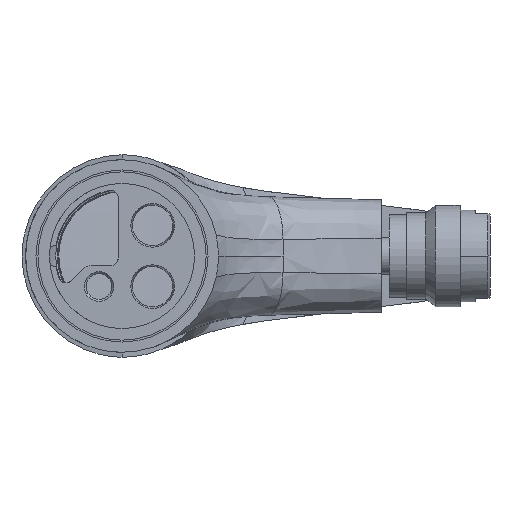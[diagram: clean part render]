
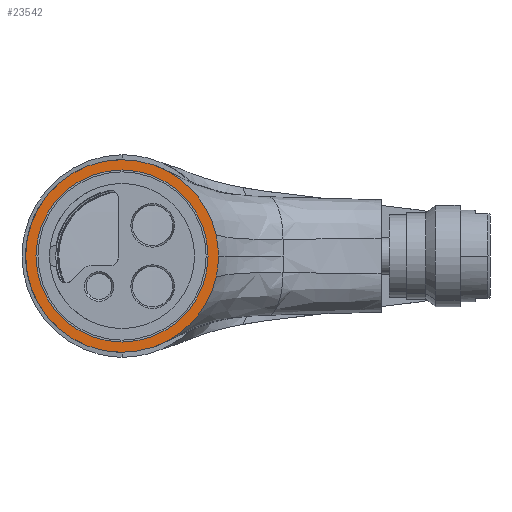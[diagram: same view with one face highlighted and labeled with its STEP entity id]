
A CAD part, front view. The second image highlights one B-rep face of the part: STEP entity #23542.
In plain terms, the highlighted planar face has unit normal (0, -1, 0).
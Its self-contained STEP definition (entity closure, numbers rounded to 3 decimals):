
#15 = CARTESIAN_POINT ( 'NONE',  ( 24.956, 0., -3.717 ) ) ;
#294 = CARTESIAN_POINT ( 'NONE',  ( 12.096, 0., 22.107 ) ) ;
#731 = VERTEX_POINT ( 'NONE', #33542 ) ;
#1393 = CARTESIAN_POINT ( 'NONE',  ( 0., 0., 0. ) ) ;
#1623 = FACE_BOUND ( 'NONE', #28651, .T. ) ;
#1882 = CARTESIAN_POINT ( 'NONE',  ( 23.581, 0., 8.98 ) ) ;
#1950 = ORIENTED_EDGE ( 'NONE', *, *, #14940, .T. ) ;
#2075 = CIRCLE ( 'NONE', #7016, 25.2 ) ;
#2517 = CARTESIAN_POINT ( 'NONE',  ( 24.803, 0., -4.635 ) ) ;
#2648 = CARTESIAN_POINT ( 'NONE',  ( 24.957, 0., 3.715 ) ) ;
#2649 = CARTESIAN_POINT ( 'NONE',  ( 25.214, 0., 0. ) ) ;
#2848 = ORIENTED_EDGE ( 'NONE', *, *, #36766, .F. ) ;
#2946 = AXIS2_PLACEMENT_3D ( 'NONE', #1393, #23491, #14412 ) ;
#2984 = PLANE ( 'NONE',  #27258 ) ;
#3051 = CARTESIAN_POINT ( 'NONE',  ( 25.214, 0., 0. ) ) ;
#3445 = DIRECTION ( 'NONE',  ( 0., 0., -1. ) ) ;
#4482 = CARTESIAN_POINT ( 'NONE',  ( 14.748, 0., -20.44 ) ) ;
#4764 = CARTESIAN_POINT ( 'NONE',  ( 24.205, 0., -7.299 ) ) ;
#5085 = CARTESIAN_POINT ( 'NONE',  ( 18.706, 0., 16.902 ) ) ;
#5318 = CARTESIAN_POINT ( 'NONE',  ( 0., 0., -22.5 ) ) ;
#7016 = AXIS2_PLACEMENT_3D ( 'NONE', #21216, #33880, #27039 ) ;
#7281 = CARTESIAN_POINT ( 'NONE',  ( 20.406, 0., -14.813 ) ) ;
#7413 = CARTESIAN_POINT ( 'NONE',  ( 23.631, 0., -8.978 ) ) ;
#7820 = CARTESIAN_POINT ( 'NONE',  ( 21.407, 0., -13.33 ) ) ;
#8292 = CARTESIAN_POINT ( 'NONE',  ( 24.598, 0., 5.546 ) ) ;
#8697 = CARTESIAN_POINT ( 'NONE',  ( 24.158, 0., 7.284 ) ) ;
#9652 = AXIS2_PLACEMENT_3D ( 'NONE', #21024, #17999, #11400 ) ;
#10101 = DIRECTION ( 'NONE',  ( 0., -1., 0. ) ) ;
#10174 = EDGE_CURVE ( 'NONE', #33120, #731, #19351, .T. ) ;
#10208 = B_SPLINE_CURVE_WITH_KNOTS ( 'NONE', 3,
 ( #32684, #4764, #7413, #36309, #26707, #7820, #36169, #23244, #7281, #10847, #29905, #13771, #17201, #10994, #4482, #16949, #26437, #32827 ),
 .UNSPECIFIED., .F., .F.,
 ( 4, 2, 2, 2, 2, 2, 2, 2, 4 ),
 ( 0., 0.005, 0.008, 0.009, 0.011, 0.016, 0.017, 0.019, 0.021 ),
 .UNSPECIFIED. ) ;
#10847 = CARTESIAN_POINT ( 'NONE',  ( 19.066, 0., -16.585 ) ) ;
#10891 = ORIENTED_EDGE ( 'NONE', *, *, #37016, .F. ) ;
#10994 = CARTESIAN_POINT ( 'NONE',  ( 15.109, 0., -20.175 ) ) ;
#11001 = EDGE_CURVE ( 'NONE', #13749, #33120, #33208, .T. ) ;
#11400 = DIRECTION ( 'NONE',  ( 0., 0., 1. ) ) ;
#11595 = CARTESIAN_POINT ( 'NONE',  ( 19.582, 0., 15.882 ) ) ;
#12304 = CIRCLE ( 'NONE', #2946, 22.5 ) ;
#13410 = VERTEX_POINT ( 'NONE', #5318 ) ;
#13749 = VERTEX_POINT ( 'NONE', #294 ) ;
#13771 = CARTESIAN_POINT ( 'NONE',  ( 16.165, 0., -19.34 ) ) ;
#14412 = DIRECTION ( 'NONE',  ( 0., 0., -1. ) ) ;
#14496 = CARTESIAN_POINT ( 'NONE',  ( 12.096, 0., 22.107 ) ) ;
#14706 = VERTEX_POINT ( 'NONE', #36842 ) ;
#14768 = CARTESIAN_POINT ( 'NONE',  ( 22.115, 0., 12.245 ) ) ;
#14940 = EDGE_CURVE ( 'NONE', #17421, #37688, #2075, .T. ) ;
#15041 = CARTESIAN_POINT ( 'NONE',  ( 17.787, 0., 17.881 ) ) ;
#15394 = CARTESIAN_POINT ( 'NONE',  ( 0., 0., 22.5 ) ) ;
#16160 = CIRCLE ( 'NONE', #9652, 25.2 ) ;
#16321 = CARTESIAN_POINT ( 'NONE',  ( 0., 0., 0. ) ) ;
#16949 = CARTESIAN_POINT ( 'NONE',  ( 13.645, 0., -21.205 ) ) ;
#17201 = CARTESIAN_POINT ( 'NONE',  ( 15.817, 0., -19.625 ) ) ;
#17421 = VERTEX_POINT ( 'NONE', #29199 ) ;
#17660 = CARTESIAN_POINT ( 'NONE',  ( 15.129, 0., 20.231 ) ) ;
#17782 = CARTESIAN_POINT ( 'NONE',  ( 12.095, -0.001, -22.108 ) ) ;
#17999 = DIRECTION ( 'NONE',  ( 0., -1., 0. ) ) ;
#18057 = CARTESIAN_POINT ( 'NONE',  ( 24.402, 0., 6.422 ) ) ;
#18549 = CARTESIAN_POINT ( 'NONE',  ( 25.214, 0., -0.933 ) ) ;
#19351 = B_SPLINE_CURVE_WITH_KNOTS ( 'NONE', 3,
 ( #34232, #21566, #2648, #37963, #25151, #3051 ),
 .UNSPECIFIED., .F., .F.,
 ( 4, 2, 4 ),
 ( 0., 0.003, 0.006 ),
 .UNSPECIFIED. ) ;
#20106 = EDGE_LOOP ( 'NONE', ( #31250, #25895, #29557, #22984, #30651, #1950 ) ) ;
#20800 = CARTESIAN_POINT ( 'NONE',  ( 23.245, 0., 9.817 ) ) ;
#21024 = CARTESIAN_POINT ( 'NONE',  ( 0., 0., 0. ) ) ;
#21202 = CARTESIAN_POINT ( 'NONE',  ( 19.86, 0., 15.534 ) ) ;
#21216 = CARTESIAN_POINT ( 'NONE',  ( 0., 0., 0. ) ) ;
#21566 = CARTESIAN_POINT ( 'NONE',  ( 24.803, 0., 4.635 ) ) ;
#21632 = DIRECTION ( 'NONE',  ( 0., 0., 1. ) ) ;
#21944 = VERTEX_POINT ( 'NONE', #15394 ) ;
#22984 = ORIENTED_EDGE ( 'NONE', *, *, #11001, .F. ) ;
#23244 = CARTESIAN_POINT ( 'NONE',  ( 20.665, 0., -14.45 ) ) ;
#23491 = DIRECTION ( 'NONE',  ( 0., -1., 0. ) ) ;
#23542 = ADVANCED_FACE ( 'NONE', ( #1623, #32303 ), #2984, .F. ) ;
#23556 = AXIS2_PLACEMENT_3D ( 'NONE', #16321, #10101, #3445 ) ;
#24752 = CARTESIAN_POINT ( 'NONE',  ( 24.598, 0., -5.546 ) ) ;
#25151 = CARTESIAN_POINT ( 'NONE',  ( 25.214, 0., 0.933 ) ) ;
#25895 = ORIENTED_EDGE ( 'NONE', *, *, #40592, .F. ) ;
#26437 = CARTESIAN_POINT ( 'NONE',  ( 12.883, 0., -21.676 ) ) ;
#26707 = CARTESIAN_POINT ( 'NONE',  ( 22.098, 0., -12.178 ) ) ;
#27039 = DIRECTION ( 'NONE',  ( 0., 0., 1. ) ) ;
#27258 = AXIS2_PLACEMENT_3D ( 'NONE', #37478, #40669, #21632 ) ;
#28651 = EDGE_LOOP ( 'NONE', ( #2848, #10891 ) ) ;
#29199 = CARTESIAN_POINT ( 'NONE',  ( -25.2, 0., 0. ) ) ;
#29557 = ORIENTED_EDGE ( 'NONE', *, *, #10174, .F. ) ;
#29905 = CARTESIAN_POINT ( 'NONE',  ( 17.855, 0., -17.879 ) ) ;
#30102 = EDGE_CURVE ( 'NONE', #14706, #37688, #10208, .T. ) ;
#30510 = CARTESIAN_POINT ( 'NONE',  ( 17.144, 0., 18.496 ) ) ;
#30651 = ORIENTED_EDGE ( 'NONE', *, *, #40351, .T. ) ;
#31250 = ORIENTED_EDGE ( 'NONE', *, *, #30102, .F. ) ;
#32303 = FACE_OUTER_BOUND ( 'NONE', #20106, .T. ) ;
#32684 = CARTESIAN_POINT ( 'NONE',  ( 24.598, 0., -5.546 ) ) ;
#32827 = CARTESIAN_POINT ( 'NONE',  ( 12.095, -0.001, -22.108 ) ) ;
#33086 = CIRCLE ( 'NONE', #23556, 22.5 ) ;
#33120 = VERTEX_POINT ( 'NONE', #33609 ) ;
#33208 = B_SPLINE_CURVE_WITH_KNOTS ( 'NONE', 3,
 ( #14496, #36629, #17660, #30510, #15041, #5085, #39979, #11595, #21202, #39840, #14768, #20800, #1882, #8697, #18057, #8292 ),
 .UNSPECIFIED., .F., .F.,
 ( 4, 2, 2, 2, 2, 2, 2, 4 ),
 ( 0., 0.005, 0.008, 0.009, 0.011, 0.016, 0.019, 0.021 ),
 .UNSPECIFIED. ) ;
#33542 = CARTESIAN_POINT ( 'NONE',  ( 25.214, 0., 0. ) ) ;
#33609 = CARTESIAN_POINT ( 'NONE',  ( 24.598, 0., 5.546 ) ) ;
#33880 = DIRECTION ( 'NONE',  ( 0., -1., 0. ) ) ;
#34232 = CARTESIAN_POINT ( 'NONE',  ( 24.598, 0., 5.546 ) ) ;
#36169 = CARTESIAN_POINT ( 'NONE',  ( 21.165, 0., -13.71 ) ) ;
#36309 = CARTESIAN_POINT ( 'NONE',  ( 22.514, 0., -11.392 ) ) ;
#36629 = CARTESIAN_POINT ( 'NONE',  ( 13.672, 0., 21.245 ) ) ;
#36766 = EDGE_CURVE ( 'NONE', #13410, #21944, #12304, .T. ) ;
#36842 = CARTESIAN_POINT ( 'NONE',  ( 24.598, 0., -5.546 ) ) ;
#37016 = EDGE_CURVE ( 'NONE', #21944, #13410, #33086, .T. ) ;
#37478 = CARTESIAN_POINT ( 'NONE',  ( 38.897, 0., -33.5 ) ) ;
#37688 = VERTEX_POINT ( 'NONE', #17782 ) ;
#37963 = CARTESIAN_POINT ( 'NONE',  ( 25.162, 0., 1.862 ) ) ;
#37964 = CARTESIAN_POINT ( 'NONE',  ( 25.162, 0., -1.865 ) ) ;
#39840 = CARTESIAN_POINT ( 'NONE',  ( 21.201, 0., 13.762 ) ) ;
#39979 = CARTESIAN_POINT ( 'NONE',  ( 19.005, 0., 16.565 ) ) ;
#40255 = B_SPLINE_CURVE_WITH_KNOTS ( 'NONE', 3,
 ( #2649, #18549, #37964, #15, #2517, #24752 ),
 .UNSPECIFIED., .F., .F.,
 ( 4, 2, 4 ),
 ( 0., 0.003, 0.006 ),
 .UNSPECIFIED. ) ;
#40351 = EDGE_CURVE ( 'NONE', #13749, #17421, #16160, .T. ) ;
#40592 = EDGE_CURVE ( 'NONE', #731, #14706, #40255, .T. ) ;
#40669 = DIRECTION ( 'NONE',  ( 0., 1., 0. ) ) ;
